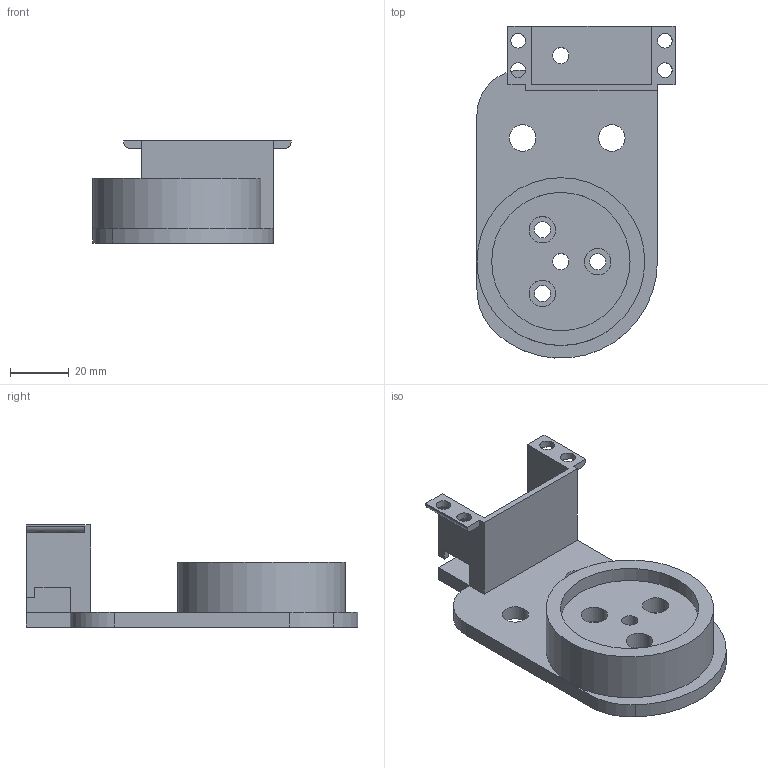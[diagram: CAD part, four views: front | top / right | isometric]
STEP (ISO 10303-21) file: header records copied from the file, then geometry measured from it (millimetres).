
FILE_DESCRIPTION(/* description */ ('STEP AP214'),/* implementation_level */ '2;1');
FILE_NAME(/* name */ '681941e650d50a4ee4875a37',/* time_stamp */ '2025-05-05T22:55:35Z',/* author */ (''),/* organization */ (''),/* preprocessor_version */ 'ST-DEVELOPER v20',/* originating_system */ 'ONSHAPE BY PTC INC, 1.197',/* authorisation */ ' ');
FILE_SCHEMA (('AUTOMOTIVE_DESIGN {1 0 10303 214 3 1 1}'));
Length unit declared in the file: metre
Products named in the file (1): Part 1
Bounding box: 67.3 x 112.72 x 34.75 mm (x, y, z)
Volume: 68022.9 mm3; surface area: 24609.4 mm2
Topology: 1 solids, 1 shells, 55 faces, 148 edges, 95 vertices
Faces by surface type: plane 34, cylinder 21
Full cylindrical faces by diameter (mm): 5 x4, 5.5 x5, 9 x5, 47 x1, 57 x1
Entity records: 1712 total; most frequent: CARTESIAN_POINT 303, DIRECTION 284, ORIENTED_EDGE 260, EDGE_CURVE 130, AXIS2_PLACEMENT_3D 102, VERTEX_POINT 93, EDGE_LOOP 93, FACE_BOUND 93
